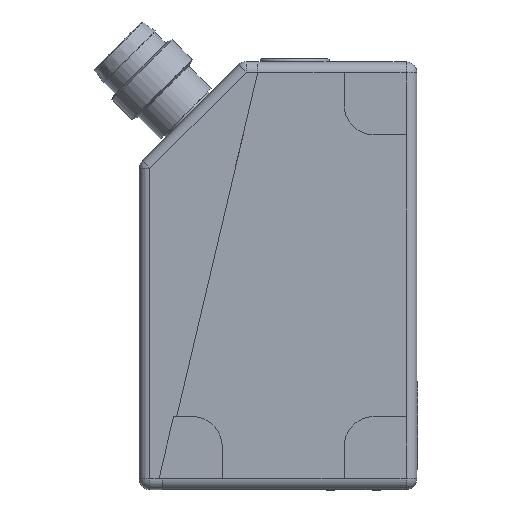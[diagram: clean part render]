
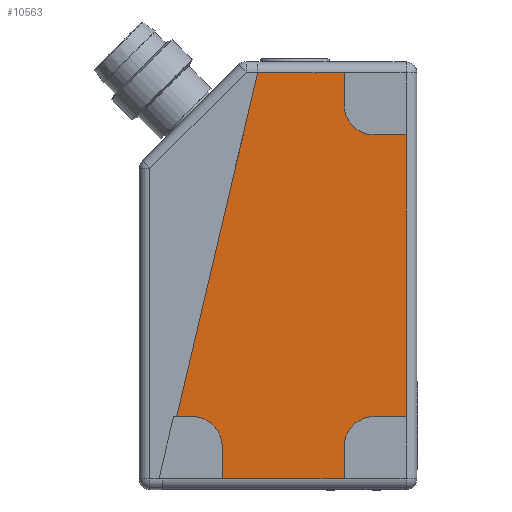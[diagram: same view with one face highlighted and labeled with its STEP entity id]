
A CAD part, top view. The second image highlights one B-rep face of the part: STEP entity #10563.
In plain terms, the highlighted planar face has unit normal (0, 0, 1).
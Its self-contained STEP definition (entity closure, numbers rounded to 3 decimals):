
#401=PLANE('',#11402);
#906=FACE_OUTER_BOUND('',#1479,.T.);
#1479=EDGE_LOOP('',(#8725,#8726,#8727,#8728,#8729,#8730,#8731,#8732,#8733,
#8734,#8735,#8736,#8737));
#2246=CIRCLE('',#11403,2.8);
#2247=CIRCLE('',#11404,2.8);
#2248=CIRCLE('',#11405,2.8);
#2426=LINE('',#15063,#3241);
#2628=LINE('',#16967,#3443);
#2939=LINE('',#19141,#3754);
#2941=LINE('',#19147,#3756);
#2942=LINE('',#19150,#3757);
#2943=LINE('',#19152,#3758);
#2944=LINE('',#19156,#3759);
#2945=LINE('',#19158,#3760);
#2946=LINE('',#19160,#3761);
#2947=LINE('',#19163,#3762);
#3241=VECTOR('',#11976,11.425);
#3443=VECTOR('',#12538,10.);
#3754=VECTOR('',#13569,8.432);
#3756=VECTOR('',#13575,1.758);
#3757=VECTOR('',#13578,3.);
#3758=VECTOR('',#13579,3.);
#3759=VECTOR('',#13582,3.);
#3760=VECTOR('',#13583,26.4);
#3761=VECTOR('',#13584,3.);
#3762=VECTOR('',#13587,3.);
#4102=VERTEX_POINT('',#15060);
#4103=VERTEX_POINT('',#15062);
#4435=VERTEX_POINT('',#16961);
#4437=VERTEX_POINT('',#16965);
#4751=VERTEX_POINT('',#19140);
#4753=VERTEX_POINT('',#19146);
#4754=VERTEX_POINT('',#19148);
#4755=VERTEX_POINT('',#19151);
#4756=VERTEX_POINT('',#19153);
#4757=VERTEX_POINT('',#19155);
#4758=VERTEX_POINT('',#19157);
#4759=VERTEX_POINT('',#19159);
#4760=VERTEX_POINT('',#19161);
#5120=EDGE_CURVE('',#4103,#4102,#2426,.T.);
#5567=EDGE_CURVE('',#4435,#4437,#2628,.T.);
#6139=EDGE_CURVE('',#4751,#4435,#2939,.T.);
#6142=EDGE_CURVE('',#4753,#4437,#2941,.T.);
#6143=EDGE_CURVE('',#4754,#4753,#2246,.T.);
#6144=EDGE_CURVE('',#4103,#4754,#2942,.T.);
#6145=EDGE_CURVE('',#4755,#4102,#2943,.T.);
#6146=EDGE_CURVE('',#4756,#4755,#2247,.T.);
#6147=EDGE_CURVE('',#4757,#4756,#2944,.T.);
#6148=EDGE_CURVE('',#4757,#4758,#2945,.T.);
#6149=EDGE_CURVE('',#4759,#4758,#2946,.T.);
#6150=EDGE_CURVE('',#4760,#4759,#2248,.T.);
#6151=EDGE_CURVE('',#4751,#4760,#2947,.T.);
#8725=ORIENTED_EDGE('',*,*,#5567,.T.);
#8726=ORIENTED_EDGE('',*,*,#6142,.F.);
#8727=ORIENTED_EDGE('',*,*,#6143,.F.);
#8728=ORIENTED_EDGE('',*,*,#6144,.F.);
#8729=ORIENTED_EDGE('',*,*,#5120,.T.);
#8730=ORIENTED_EDGE('',*,*,#6145,.F.);
#8731=ORIENTED_EDGE('',*,*,#6146,.F.);
#8732=ORIENTED_EDGE('',*,*,#6147,.F.);
#8733=ORIENTED_EDGE('',*,*,#6148,.T.);
#8734=ORIENTED_EDGE('',*,*,#6149,.F.);
#8735=ORIENTED_EDGE('',*,*,#6150,.F.);
#8736=ORIENTED_EDGE('',*,*,#6151,.F.);
#8737=ORIENTED_EDGE('',*,*,#6139,.T.);
#10563=ADVANCED_FACE('',(#906),#401,.T.);
#11402=AXIS2_PLACEMENT_3D('',#19145,#13573,#13574);
#11403=AXIS2_PLACEMENT_3D('',#19149,#13576,#13577);
#11404=AXIS2_PLACEMENT_3D('',#19154,#13580,#13581);
#11405=AXIS2_PLACEMENT_3D('',#19162,#13585,#13586);
#11976=DIRECTION('',(1.,0.,0.));
#12538=DIRECTION('',(-0.229,-0.973,0.));
#13569=DIRECTION('',(-1.,0.,0.));
#13573=DIRECTION('center_axis',(0.,0.,1.));
#13574=DIRECTION('ref_axis',(1.,0.,0.));
#13575=DIRECTION('',(-1.,0.,0.));
#13576=DIRECTION('center_axis',(0.,0.,1.));
#13577=DIRECTION('ref_axis',(-1.,0.,0.));
#13578=DIRECTION('',(0.,1.,0.));
#13579=DIRECTION('',(0.,-1.,0.));
#13580=DIRECTION('center_axis',(0.,0.,1.));
#13581=DIRECTION('ref_axis',(-1.,0.,0.));
#13582=DIRECTION('',(-1.,0.,0.));
#13583=DIRECTION('',(0.,1.,0.));
#13584=DIRECTION('',(1.,0.,0.));
#13585=DIRECTION('center_axis',(0.,0.,1.));
#13586=DIRECTION('ref_axis',(1.,0.,0.));
#13587=DIRECTION('',(0.,-1.,0.));
#15060=CARTESIAN_POINT('',(-6.8,-19.,5.8));
#15062=CARTESIAN_POINT('',(-18.225,-19.,5.8));
#15063=CARTESIAN_POINT('',(-18.225,-19.,5.8));
#16961=CARTESIAN_POINT('',(-14.902,19.,5.8));
#16965=CARTESIAN_POINT('',(-22.486,-13.2,5.8));
#16967=CARTESIAN_POINT('',(-18.861,2.192,5.8));
#19140=CARTESIAN_POINT('',(-6.8,19.,5.8));
#19141=CARTESIAN_POINT('',(-6.8,19.,5.8));
#19145=CARTESIAN_POINT('Origin',(0.,-20.,5.8));
#19146=CARTESIAN_POINT('',(-21.025,-13.2,5.8));
#19147=CARTESIAN_POINT('',(-21.025,-13.2,5.8));
#19148=CARTESIAN_POINT('',(-18.225,-16.,5.8));
#19149=CARTESIAN_POINT('Origin',(-21.025,-16.,5.8));
#19150=CARTESIAN_POINT('',(-18.225,-19.,5.8));
#19151=CARTESIAN_POINT('',(-6.8,-16.,5.8));
#19152=CARTESIAN_POINT('',(-6.8,-16.,5.8));
#19153=CARTESIAN_POINT('',(-4.,-13.2,5.8));
#19154=CARTESIAN_POINT('Origin',(-4.,-16.,5.8));
#19155=CARTESIAN_POINT('',(-1.,-13.2,5.8));
#19156=CARTESIAN_POINT('',(-1.,-13.2,5.8));
#19157=CARTESIAN_POINT('',(-1.,13.2,5.8));
#19158=CARTESIAN_POINT('',(-1.,-13.2,5.8));
#19159=CARTESIAN_POINT('',(-4.,13.2,5.8));
#19160=CARTESIAN_POINT('',(-4.,13.2,5.8));
#19161=CARTESIAN_POINT('',(-6.8,16.,5.8));
#19162=CARTESIAN_POINT('Origin',(-4.,16.,5.8));
#19163=CARTESIAN_POINT('',(-6.8,19.,5.8));
